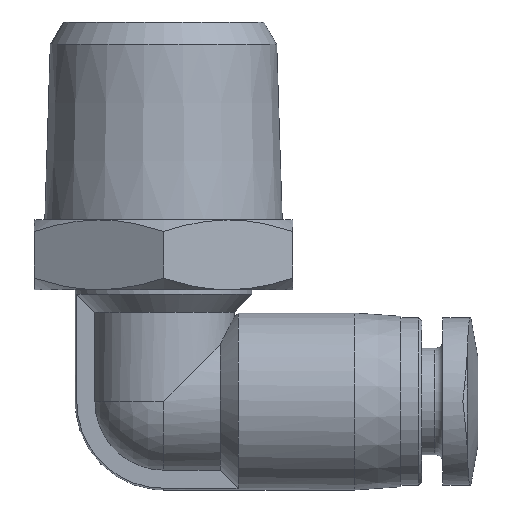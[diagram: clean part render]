
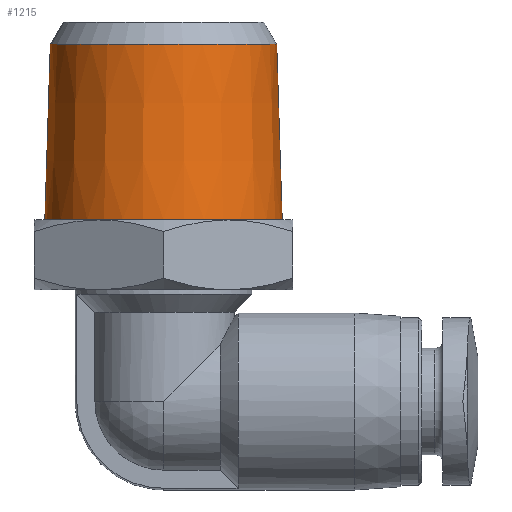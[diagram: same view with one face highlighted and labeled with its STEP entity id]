
A CAD part, front view. The second image highlights one B-rep face of the part: STEP entity #1215.
In plain terms, the highlighted conical face has half-angle 1.788 degrees and reference radius 5.098 mm.
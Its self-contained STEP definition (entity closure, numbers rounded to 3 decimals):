
#49=CONICAL_SURFACE('',#1310,5.098,0.031);
#131=CIRCLE('',#1309,4.862);
#132=CIRCLE('',#1311,5.098);
#278=ORIENTED_EDGE('',*,*,#464,.F.);
#279=ORIENTED_EDGE('',*,*,#465,.T.);
#464=EDGE_CURVE('',#556,#556,#131,.T.);
#465=EDGE_CURVE('',#557,#557,#132,.T.);
#556=VERTEX_POINT('',#1903);
#557=VERTEX_POINT('',#1906);
#645=EDGE_LOOP('',(#278));
#646=EDGE_LOOP('',(#279));
#724=FACE_BOUND('',#645,.T.);
#725=FACE_BOUND('',#646,.T.);
#1215=ADVANCED_FACE('',(#724,#725),#49,.T.);
#1309=AXIS2_PLACEMENT_3D('',#1902,#1496,#1497);
#1310=AXIS2_PLACEMENT_3D('',#1904,#1498,#1499);
#1311=AXIS2_PLACEMENT_3D('',#1905,#1500,#1501);
#1496=DIRECTION('',(0.,0.,1.));
#1497=DIRECTION('',(1.,0.,0.));
#1498=DIRECTION('',(0.,0.,-1.));
#1499=DIRECTION('',(-1.,0.,0.));
#1500=DIRECTION('',(0.,0.,1.));
#1501=DIRECTION('',(1.,0.,0.));
#1902=CARTESIAN_POINT('',(0.,0.,15.335));
#1903=CARTESIAN_POINT('',(4.862,0.,15.335));
#1904=CARTESIAN_POINT('',(0.,0.,7.8));
#1905=CARTESIAN_POINT('',(0.,0.,7.8));
#1906=CARTESIAN_POINT('',(5.098,0.,7.8));
